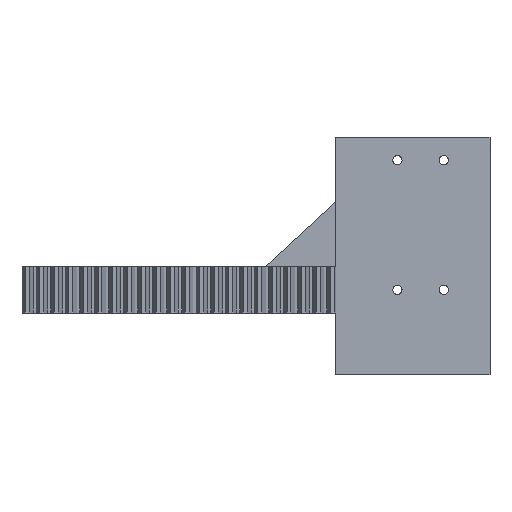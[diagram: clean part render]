
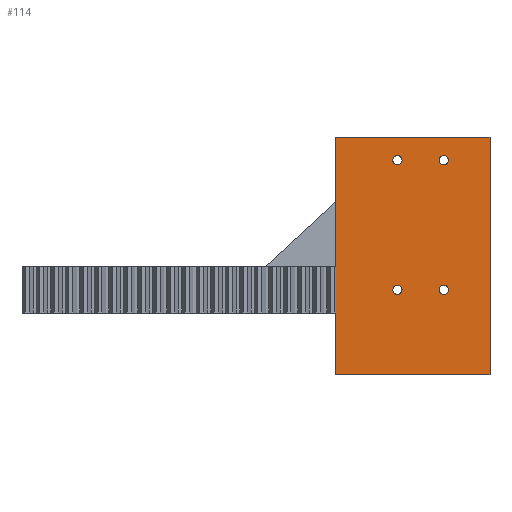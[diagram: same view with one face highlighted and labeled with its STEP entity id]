
A CAD part, top view. The second image highlights one B-rep face of the part: STEP entity #114.
In plain terms, the highlighted planar face has unit normal (0, 0, 1).
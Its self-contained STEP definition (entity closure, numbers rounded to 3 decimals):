
#57 = EDGE_CURVE ( 'NONE', #3613, #4284, #740, .T. ) ;
#101 = ORIENTED_EDGE ( 'NONE', *, *, #4252, .F. ) ;
#106 = EDGE_LOOP ( 'NONE', ( #1893, #3655 ) ) ;
#114 = ADVANCED_FACE ( 'NONE', ( #4113, #2765, #2832, #397, #2484 ), #1120, .F. ) ;
#128 = DIRECTION ( 'NONE',  ( -1., 0., 0. ) ) ;
#139 = VERTEX_POINT ( 'NONE', #3739 ) ;
#146 = DIRECTION ( 'NONE',  ( -1., 0., 0. ) ) ;
#156 = CARTESIAN_POINT ( 'NONE',  ( 510.452, -19., 8.004 ) ) ;
#160 = AXIS2_PLACEMENT_3D ( 'NONE', #4227, #3252, #1247 ) ;
#211 = DIRECTION ( 'NONE',  ( 0., 0., 1. ) ) ;
#269 = EDGE_CURVE ( 'NONE', #3520, #778, #297, .T. ) ;
#277 = VECTOR ( 'NONE', #550, 1000. ) ;
#297 = CIRCLE ( 'NONE', #160, 1.5 ) ;
#303 = CARTESIAN_POINT ( 'NONE',  ( 510.452, 58., 8.004 ) ) ;
#311 = AXIS2_PLACEMENT_3D ( 'NONE', #768, #1420, #128 ) ;
#319 = LINE ( 'NONE', #3995, #3088 ) ;
#397 = FACE_BOUND ( 'NONE', #974, .T. ) ;
#414 = AXIS2_PLACEMENT_3D ( 'NONE', #687, #976, #2660 ) ;
#487 = EDGE_CURVE ( 'NONE', #2469, #139, #3426, .T. ) ;
#494 = EDGE_CURVE ( 'NONE', #3382, #933, #742, .T. ) ;
#550 = DIRECTION ( 'NONE',  ( 0., -1., 0. ) ) ;
#570 = CIRCLE ( 'NONE', #985, 1.5 ) ;
#622 = EDGE_LOOP ( 'NONE', ( #2659, #3040 ) ) ;
#650 = EDGE_CURVE ( 'NONE', #1809, #2994, #3178, .T. ) ;
#652 = CARTESIAN_POINT ( 'NONE',  ( 478.952, 8.5, 8.004 ) ) ;
#687 = CARTESIAN_POINT ( 'NONE',  ( 480.452, 50.5, 8.004 ) ) ;
#740 = LINE ( 'NONE', #3420, #2953 ) ;
#742 = LINE ( 'NONE', #2804, #877 ) ;
#768 = CARTESIAN_POINT ( 'NONE',  ( 495.452, 50.5, 8.004 ) ) ;
#778 = VERTEX_POINT ( 'NONE', #1984 ) ;
#826 = CARTESIAN_POINT ( 'NONE',  ( 460.452, 1., 8.004 ) ) ;
#877 = VECTOR ( 'NONE', #3422, 1000. ) ;
#933 = VERTEX_POINT ( 'NONE', #826 ) ;
#950 = DIRECTION ( 'NONE',  ( 0., 0., 1. ) ) ;
#974 = EDGE_LOOP ( 'NONE', ( #4118, #3741 ) ) ;
#976 = DIRECTION ( 'NONE',  ( 0., 0., 1. ) ) ;
#985 = AXIS2_PLACEMENT_3D ( 'NONE', #3428, #3453, #3782 ) ;
#1020 = DIRECTION ( 'NONE',  ( -1., 0., 0. ) ) ;
#1022 = DIRECTION ( 'NONE',  ( 0., -1., 0. ) ) ;
#1086 = LINE ( 'NONE', #2424, #1231 ) ;
#1100 = AXIS2_PLACEMENT_3D ( 'NONE', #4048, #950, #2636 ) ;
#1120 = PLANE ( 'NONE',  #3732 ) ;
#1130 = CIRCLE ( 'NONE', #3869, 1.5 ) ;
#1157 = DIRECTION ( 'NONE',  ( 0., -1., 0. ) ) ;
#1181 = CIRCLE ( 'NONE', #414, 1.5 ) ;
#1186 = CARTESIAN_POINT ( 'NONE',  ( 460.452, 17., 8.004 ) ) ;
#1231 = VECTOR ( 'NONE', #2096, 1000. ) ;
#1247 = DIRECTION ( 'NONE',  ( 1., 0., 0. ) ) ;
#1405 = CARTESIAN_POINT ( 'NONE',  ( 510.452, 0., 8.004 ) ) ;
#1420 = DIRECTION ( 'NONE',  ( 0., 0., 1. ) ) ;
#1539 = EDGE_CURVE ( 'NONE', #778, #3520, #570, .T. ) ;
#1616 = EDGE_CURVE ( 'NONE', #3213, #4160, #3015, .T. ) ;
#1637 = LINE ( 'NONE', #1186, #277 ) ;
#1641 = EDGE_CURVE ( 'NONE', #4088, #3025, #1130, .T. ) ;
#1706 = ORIENTED_EDGE ( 'NONE', *, *, #650, .F. ) ;
#1796 = CARTESIAN_POINT ( 'NONE',  ( 460.452, -19., 8.004 ) ) ;
#1809 = VERTEX_POINT ( 'NONE', #303 ) ;
#1821 = DIRECTION ( 'NONE',  ( 0., 0., 1. ) ) ;
#1879 = CARTESIAN_POINT ( 'NONE',  ( 495.452, 50.5, 8.004 ) ) ;
#1893 = ORIENTED_EDGE ( 'NONE', *, *, #269, .F. ) ;
#1950 = CARTESIAN_POINT ( 'NONE',  ( 481.952, 50.5, 8.004 ) ) ;
#1984 = CARTESIAN_POINT ( 'NONE',  ( 493.952, 8.5, 8.004 ) ) ;
#1989 = CARTESIAN_POINT ( 'NONE',  ( 460.452, 58., 8.004 ) ) ;
#2013 = EDGE_CURVE ( 'NONE', #4160, #3213, #1181, .T. ) ;
#2017 = ORIENTED_EDGE ( 'NONE', *, *, #3678, .T. ) ;
#2030 = EDGE_LOOP ( 'NONE', ( #3940, #2549 ) ) ;
#2087 = DIRECTION ( 'NONE',  ( 0., 0., -1. ) ) ;
#2096 = DIRECTION ( 'NONE',  ( -1., 0., 0. ) ) ;
#2145 = AXIS2_PLACEMENT_3D ( 'NONE', #1879, #211, #146 ) ;
#2153 = DIRECTION ( 'NONE',  ( 1., 0., 0. ) ) ;
#2172 = EDGE_LOOP ( 'NONE', ( #3470, #3338, #101, #1706, #2017, #3239 ) ) ;
#2197 = CARTESIAN_POINT ( 'NONE',  ( 480.452, 50.5, 8.004 ) ) ;
#2241 = CARTESIAN_POINT ( 'NONE',  ( 480.452, 8.5, 8.004 ) ) ;
#2283 = CIRCLE ( 'NONE', #2145, 1.5 ) ;
#2380 = CARTESIAN_POINT ( 'NONE',  ( 478.952, 50.5, 8.004 ) ) ;
#2424 = CARTESIAN_POINT ( 'NONE',  ( 510.452, -19., 8.004 ) ) ;
#2430 = CIRCLE ( 'NONE', #1100, 1.5 ) ;
#2469 = VERTEX_POINT ( 'NONE', #3790 ) ;
#2484 = FACE_OUTER_BOUND ( 'NONE', #2172, .T. ) ;
#2549 = ORIENTED_EDGE ( 'NONE', *, *, #3986, .F. ) ;
#2636 = DIRECTION ( 'NONE',  ( 1., 0., 0. ) ) ;
#2659 = ORIENTED_EDGE ( 'NONE', *, *, #1616, .F. ) ;
#2660 = DIRECTION ( 'NONE',  ( -1., 0., 0. ) ) ;
#2681 = EDGE_CURVE ( 'NONE', #3025, #4088, #2430, .T. ) ;
#2765 = FACE_BOUND ( 'NONE', #622, .T. ) ;
#2787 = DIRECTION ( 'NONE',  ( -1., 0., 0. ) ) ;
#2804 = CARTESIAN_POINT ( 'NONE',  ( 460.452, -19., 8.004 ) ) ;
#2832 = FACE_BOUND ( 'NONE', #106, .T. ) ;
#2840 = CARTESIAN_POINT ( 'NONE',  ( 460.452, 16., 8.004 ) ) ;
#2947 = EDGE_CURVE ( 'NONE', #4284, #933, #1637, .T. ) ;
#2953 = VECTOR ( 'NONE', #1022, 1000. ) ;
#2994 = VERTEX_POINT ( 'NONE', #156 ) ;
#3013 = CARTESIAN_POINT ( 'NONE',  ( 481.952, 8.5, 8.004 ) ) ;
#3015 = CIRCLE ( 'NONE', #3090, 1.5 ) ;
#3025 = VERTEX_POINT ( 'NONE', #652 ) ;
#3040 = ORIENTED_EDGE ( 'NONE', *, *, #2013, .F. ) ;
#3088 = VECTOR ( 'NONE', #1020, 1000. ) ;
#3090 = AXIS2_PLACEMENT_3D ( 'NONE', #2197, #1821, #3538 ) ;
#3178 = LINE ( 'NONE', #3638, #3701 ) ;
#3209 = DIRECTION ( 'NONE',  ( 0., 0., 1. ) ) ;
#3213 = VERTEX_POINT ( 'NONE', #1950 ) ;
#3239 = ORIENTED_EDGE ( 'NONE', *, *, #57, .T. ) ;
#3252 = DIRECTION ( 'NONE',  ( 0., 0., 1. ) ) ;
#3338 = ORIENTED_EDGE ( 'NONE', *, *, #494, .F. ) ;
#3382 = VERTEX_POINT ( 'NONE', #1796 ) ;
#3420 = CARTESIAN_POINT ( 'NONE',  ( 460.452, 1., 8.004 ) ) ;
#3422 = DIRECTION ( 'NONE',  ( 0., 1., 0. ) ) ;
#3426 = CIRCLE ( 'NONE', #311, 1.5 ) ;
#3428 = CARTESIAN_POINT ( 'NONE',  ( 495.452, 8.5, 8.004 ) ) ;
#3453 = DIRECTION ( 'NONE',  ( 0., 0., 1. ) ) ;
#3470 = ORIENTED_EDGE ( 'NONE', *, *, #2947, .T. ) ;
#3520 = VERTEX_POINT ( 'NONE', #3888 ) ;
#3538 = DIRECTION ( 'NONE',  ( -1., 0., 0. ) ) ;
#3613 = VERTEX_POINT ( 'NONE', #1989 ) ;
#3638 = CARTESIAN_POINT ( 'NONE',  ( 510.452, 0., 8.004 ) ) ;
#3655 = ORIENTED_EDGE ( 'NONE', *, *, #1539, .F. ) ;
#3678 = EDGE_CURVE ( 'NONE', #1809, #3613, #319, .T. ) ;
#3701 = VECTOR ( 'NONE', #1157, 1000. ) ;
#3732 = AXIS2_PLACEMENT_3D ( 'NONE', #1405, #2087, #2787 ) ;
#3739 = CARTESIAN_POINT ( 'NONE',  ( 493.952, 50.5, 8.004 ) ) ;
#3741 = ORIENTED_EDGE ( 'NONE', *, *, #2681, .F. ) ;
#3782 = DIRECTION ( 'NONE',  ( 1., 0., 0. ) ) ;
#3790 = CARTESIAN_POINT ( 'NONE',  ( 496.952, 50.5, 8.004 ) ) ;
#3869 = AXIS2_PLACEMENT_3D ( 'NONE', #2241, #3209, #2153 ) ;
#3888 = CARTESIAN_POINT ( 'NONE',  ( 496.952, 8.5, 8.004 ) ) ;
#3940 = ORIENTED_EDGE ( 'NONE', *, *, #487, .F. ) ;
#3986 = EDGE_CURVE ( 'NONE', #139, #2469, #2283, .T. ) ;
#3995 = CARTESIAN_POINT ( 'NONE',  ( 510.452, 58., 8.004 ) ) ;
#4048 = CARTESIAN_POINT ( 'NONE',  ( 480.452, 8.5, 8.004 ) ) ;
#4088 = VERTEX_POINT ( 'NONE', #3013 ) ;
#4113 = FACE_BOUND ( 'NONE', #2030, .T. ) ;
#4118 = ORIENTED_EDGE ( 'NONE', *, *, #1641, .F. ) ;
#4160 = VERTEX_POINT ( 'NONE', #2380 ) ;
#4227 = CARTESIAN_POINT ( 'NONE',  ( 495.452, 8.5, 8.004 ) ) ;
#4252 = EDGE_CURVE ( 'NONE', #2994, #3382, #1086, .T. ) ;
#4284 = VERTEX_POINT ( 'NONE', #2840 ) ;
